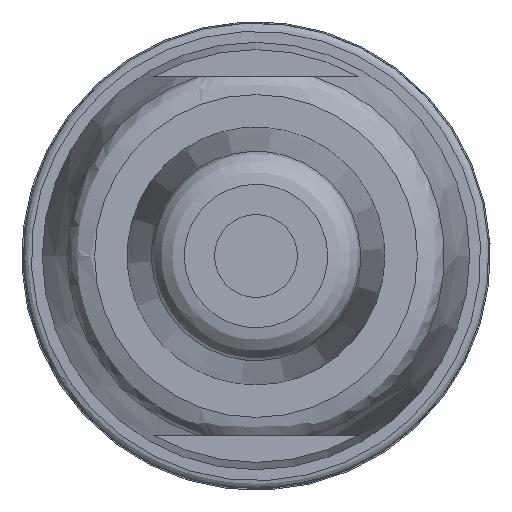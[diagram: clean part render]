
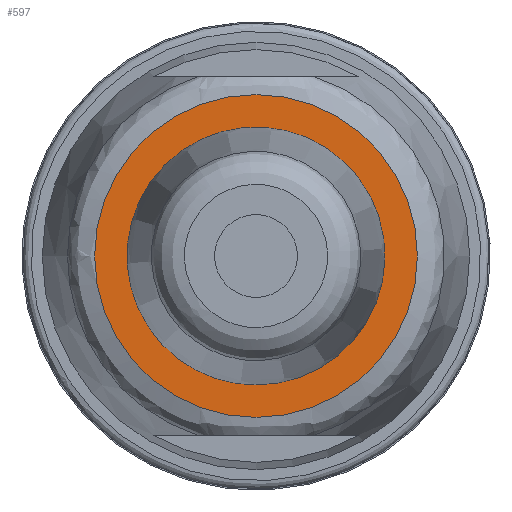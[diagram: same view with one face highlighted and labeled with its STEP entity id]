
A CAD part, front view. The second image highlights one B-rep face of the part: STEP entity #597.
In plain terms, the highlighted planar face has unit normal (0, -1, 0).
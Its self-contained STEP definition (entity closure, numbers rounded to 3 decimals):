
#597=ADVANCED_FACE('',(#767,#768),#701,.T.);
#701=PLANE('',#1925);
#767=FACE_BOUND('',#825,.T.);
#768=FACE_BOUND('',#826,.T.);
#825=EDGE_LOOP('',(#958));
#826=EDGE_LOOP('',(#959));
#958=ORIENTED_EDGE('',*,*,#1611,.F.);
#959=ORIENTED_EDGE('',*,*,#1612,.F.);
#1442=VERTEX_POINT('',#2554);
#1443=VERTEX_POINT('',#2556);
#1611=EDGE_CURVE('',#1442,#1442,#1853,.T.);
#1612=EDGE_CURVE('',#1443,#1443,#1854,.T.);
#1853=CIRCLE('',#1923,4.678);
#1854=CIRCLE('',#1924,5.853);
#1923=AXIS2_PLACEMENT_3D('',#2553,#2091,#2092);
#1924=AXIS2_PLACEMENT_3D('',#2555,#2093,#2094);
#1925=AXIS2_PLACEMENT_3D('',#2557,#2095,#2096);
#2091=DIRECTION('',(0.,-1.,0.));
#2092=DIRECTION('',(0.,0.,-1.));
#2093=DIRECTION('',(0.,1.,0.));
#2094=DIRECTION('',(-1.,0.,0.));
#2095=DIRECTION('',(0.,-1.,0.));
#2096=DIRECTION('',(-1.,0.,0.));
#2553=CARTESIAN_POINT('',(21.985,-55.865,0.));
#2554=CARTESIAN_POINT('',(21.985,-55.865,-4.678));
#2555=CARTESIAN_POINT('',(21.985,-55.865,0.));
#2556=CARTESIAN_POINT('',(16.132,-55.865,0.));
#2557=CARTESIAN_POINT('',(28.423,-55.865,6.438));
